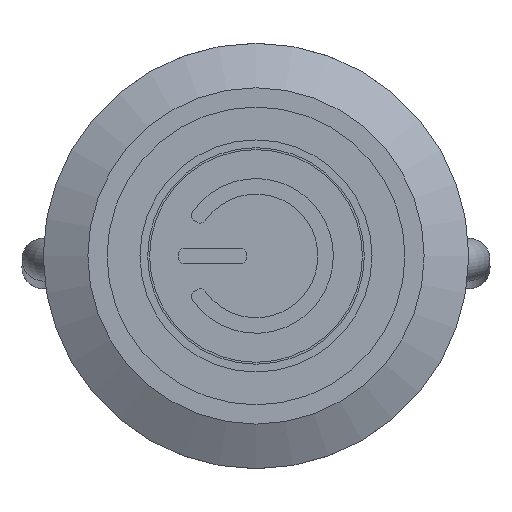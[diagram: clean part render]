
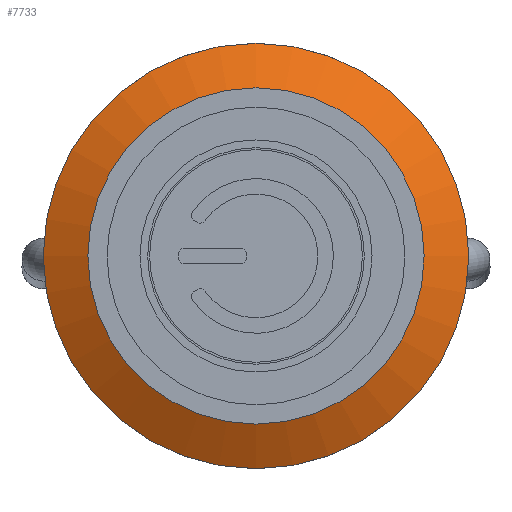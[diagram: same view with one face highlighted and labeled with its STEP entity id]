
A CAD part, top view. The second image highlights one B-rep face of the part: STEP entity #7733.
In plain terms, the highlighted conical face has half-angle 62.5 degrees and reference radius 9.847 mm.
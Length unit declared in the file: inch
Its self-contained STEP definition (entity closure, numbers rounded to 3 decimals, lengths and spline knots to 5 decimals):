
#28=CONICAL_SURFACE('',#8485,0.38769,1.091);
#802=FACE_OUTER_BOUND('',#1254,.T.);
#1254=EDGE_LOOP('',(#7172,#7173,#7174,#7175,#7176));
#1731=CIRCLE('',#8486,0.34232);
#1732=CIRCLE('',#8487,0.43307);
#1733=CIRCLE('',#8488,0.43307);
#2389=LINE('',#14073,#3039);
#3039=VECTOR('',#10594,0.38769);
#3782=VERTEX_POINT('',#14070);
#3783=VERTEX_POINT('',#14072);
#3784=VERTEX_POINT('',#14074);
#4921=EDGE_CURVE('',#3782,#3782,#1731,.T.);
#4922=EDGE_CURVE('',#3782,#3783,#2389,.T.);
#4923=EDGE_CURVE('',#3784,#3783,#1732,.T.);
#4924=EDGE_CURVE('',#3783,#3784,#1733,.T.);
#7172=ORIENTED_EDGE('',*,*,#4921,.F.);
#7173=ORIENTED_EDGE('',*,*,#4922,.T.);
#7174=ORIENTED_EDGE('',*,*,#4923,.F.);
#7175=ORIENTED_EDGE('',*,*,#4924,.F.);
#7176=ORIENTED_EDGE('',*,*,#4922,.F.);
#7733=ADVANCED_FACE('',(#802),#28,.T.);
#8485=AXIS2_PLACEMENT_3D('',#14069,#10590,#10591);
#8486=AXIS2_PLACEMENT_3D('',#14071,#10592,#10593);
#8487=AXIS2_PLACEMENT_3D('',#14075,#10595,#10596);
#8488=AXIS2_PLACEMENT_3D('',#14076,#10597,#10598);
#10590=DIRECTION('center_axis',(0.,0.,
-1.));
#10591=DIRECTION('ref_axis',(1.,0.,0.));
#10592=DIRECTION('center_axis',(0.,0.,
1.));
#10593=DIRECTION('ref_axis',(1.,0.,0.));
#10594=DIRECTION('',(-0.887,0.,-0.462));
#10595=DIRECTION('center_axis',(0.,0.,
-1.));
#10596=DIRECTION('ref_axis',(0.,-1.,0.));
#10597=DIRECTION('center_axis',(0.,0.,
-1.));
#10598=DIRECTION('ref_axis',(0.,-1.,0.));
#14069=CARTESIAN_POINT('Origin',(0.,0.,
0.79921));
#14070=CARTESIAN_POINT('',(-0.34232,0.,0.82283));
#14071=CARTESIAN_POINT('Origin',(0.,0.,
0.82283));
#14072=CARTESIAN_POINT('',(-0.43307,0.,0.77559));
#14073=CARTESIAN_POINT('',(-0.38769,0.,0.79921));
#14074=CARTESIAN_POINT('',(0.,0.43307,0.77559));
#14075=CARTESIAN_POINT('Origin',(0.,0.,
0.77559));
#14076=CARTESIAN_POINT('Origin',(0.,0.,
0.77559));
